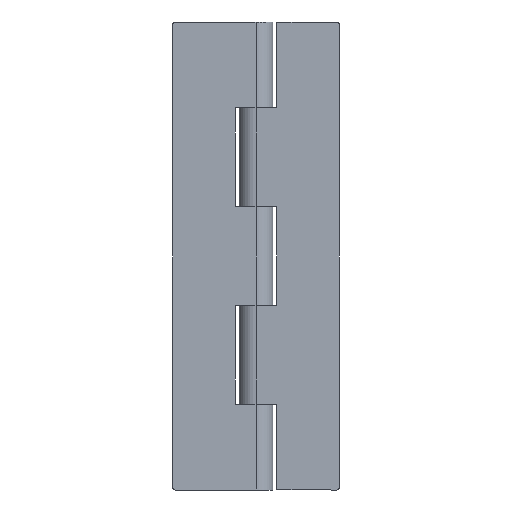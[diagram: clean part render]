
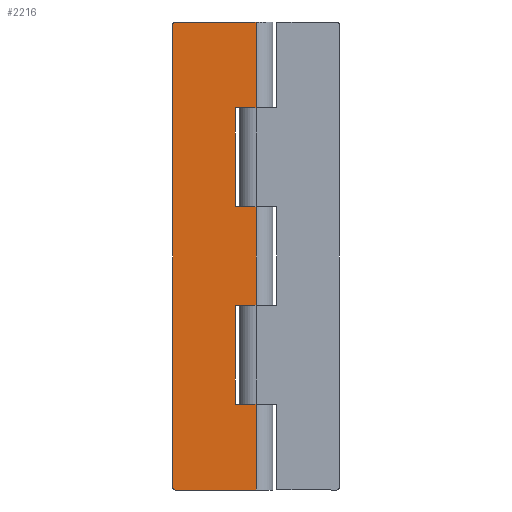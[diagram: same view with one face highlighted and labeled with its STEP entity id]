
A CAD part, front view. The second image highlights one B-rep face of the part: STEP entity #2216.
In plain terms, the highlighted planar face has unit normal (0, -1, 0).
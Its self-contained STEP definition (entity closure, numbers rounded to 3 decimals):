
#1 = EDGE_CURVE ( 'NONE', #2202, #2229, #594, .T. ) ;
#2 = EDGE_CURVE ( 'NONE', #686, #2202, #590, .T. ) ;
#4 = ORIENTED_EDGE ( 'NONE', *, *, #2, .T. ) ;
#8 = ORIENTED_EDGE ( 'NONE', *, *, #213, .F. ) ;
#158 = EDGE_CURVE ( 'NONE', #161, #182, #838, .T. ) ;
#161 = VERTEX_POINT ( 'NONE', #830 ) ;
#170 = VERTEX_POINT ( 'NONE', #882 ) ;
#172 = EDGE_CURVE ( 'NONE', #170, #202, #881, .T. ) ;
#174 = VERTEX_POINT ( 'NONE', #877 ) ;
#175 = EDGE_CURVE ( 'NONE', #174, #177, #876, .T. ) ;
#177 = VERTEX_POINT ( 'NONE', #872 ) ;
#182 = VERTEX_POINT ( 'NONE', #864 ) ;
#202 = VERTEX_POINT ( 'NONE', #895 ) ;
#212 = VERTEX_POINT ( 'NONE', #936 ) ;
#213 = EDGE_CURVE ( 'NONE', #182, #212, #935, .T. ) ;
#587 = DIRECTION ( 'NONE',  ( -1., 0., 0. ) ) ;
#588 = VECTOR ( 'NONE', #587, 1000. ) ;
#589 = CARTESIAN_POINT ( 'NONE',  ( 0., -3.25, -28.5 ) ) ;
#590 = LINE ( 'NONE', #589, #588 ) ;
#591 = DIRECTION ( 'NONE',  ( 0., 0., 1. ) ) ;
#592 = VECTOR ( 'NONE', #591, 1000. ) ;
#593 = CARTESIAN_POINT ( 'NONE',  ( -4., -3.25, 45. ) ) ;
#594 = LINE ( 'NONE', #593, #592 ) ;
#686 = VERTEX_POINT ( 'NONE', #1508 ) ;
#687 = EDGE_CURVE ( 'NONE', #686, #177, #1507, .T. ) ;
#830 = CARTESIAN_POINT ( 'NONE',  ( -15.5, -3.25, 45. ) ) ;
#835 = DIRECTION ( 'NONE',  ( 1., 0., 0. ) ) ;
#836 = VECTOR ( 'NONE', #835, 1000. ) ;
#837 = CARTESIAN_POINT ( 'NONE',  ( 0., -3.25, 45. ) ) ;
#838 = LINE ( 'NONE', #837, #836 ) ;
#864 = CARTESIAN_POINT ( 'NONE',  ( 0., -3.25, 45. ) ) ;
#872 = CARTESIAN_POINT ( 'NONE',  ( 0., -3.25, -45. ) ) ;
#873 = DIRECTION ( 'NONE',  ( 1., 0., 0. ) ) ;
#874 = VECTOR ( 'NONE', #873, 1000. ) ;
#875 = CARTESIAN_POINT ( 'NONE',  ( 0., -3.25, -45. ) ) ;
#876 = LINE ( 'NONE', #875, #874 ) ;
#877 = CARTESIAN_POINT ( 'NONE',  ( -15.5, -3.25, -45. ) ) ;
#878 = DIRECTION ( 'NONE',  ( 0., 0., -1. ) ) ;
#879 = VECTOR ( 'NONE', #878, 1000. ) ;
#880 = CARTESIAN_POINT ( 'NONE',  ( 0., -3.25, 45. ) ) ;
#881 = LINE ( 'NONE', #880, #879 ) ;
#882 = CARTESIAN_POINT ( 'NONE',  ( 0., -3.25, 9.5 ) ) ;
#895 = CARTESIAN_POINT ( 'NONE',  ( 0., -3.25, -9.5 ) ) ;
#932 = DIRECTION ( 'NONE',  ( 0., 0., -1. ) ) ;
#933 = VECTOR ( 'NONE', #932, 1000. ) ;
#934 = CARTESIAN_POINT ( 'NONE',  ( 0., -3.25, 45. ) ) ;
#935 = LINE ( 'NONE', #934, #933 ) ;
#936 = CARTESIAN_POINT ( 'NONE',  ( 0., -3.25, 28.5 ) ) ;
#1504 = DIRECTION ( 'NONE',  ( 0., 0., -1. ) ) ;
#1505 = VECTOR ( 'NONE', #1504, 1000. ) ;
#1506 = CARTESIAN_POINT ( 'NONE',  ( 0., -3.25, 45. ) ) ;
#1507 = LINE ( 'NONE', #1506, #1505 ) ;
#1508 = CARTESIAN_POINT ( 'NONE',  ( 0., -3.25, -28.5 ) ) ;
#1586 = CARTESIAN_POINT ( 'NONE',  ( -16., -3.25, -44.5 ) ) ;
#1607 = CARTESIAN_POINT ( 'NONE',  ( -4., -3.25, 28.5 ) ) ;
#1608 = DIRECTION ( 'NONE',  ( 1., 0., 0. ) ) ;
#1609 = VECTOR ( 'NONE', #1608, 1000. ) ;
#1610 = CARTESIAN_POINT ( 'NONE',  ( 0., -3.25, 28.5 ) ) ;
#1611 = LINE ( 'NONE', #1610, #1609 ) ;
#1619 = DIRECTION ( 'NONE',  ( 0., 0., -1. ) ) ;
#1620 = VECTOR ( 'NONE', #1619, 1000. ) ;
#1621 = CARTESIAN_POINT ( 'NONE',  ( -16., -3.25, 45. ) ) ;
#1622 = LINE ( 'NONE', #1621, #1620 ) ;
#1623 = CARTESIAN_POINT ( 'NONE',  ( -16., -3.25, 44.5 ) ) ;
#1624 = FACE_OUTER_BOUND ( 'NONE', #2207, .T. ) ;
#1629 = PLANE ( 'NONE',  #1680 ) ;
#1630 = DIRECTION ( 'NONE',  ( -1., 0., 0. ) ) ;
#1631 = DIRECTION ( 'NONE',  ( 0., -1., 0. ) ) ;
#1632 = CARTESIAN_POINT ( 'NONE',  ( -15.5, -3.25, 44.5 ) ) ;
#1633 = AXIS2_PLACEMENT_3D ( 'NONE', #1632, #1631, #1630 ) ;
#1634 = CIRCLE ( 'NONE', #1633, 0.5 ) ;
#1635 = DIRECTION ( 'NONE',  ( -1., 0., 0. ) ) ;
#1636 = DIRECTION ( 'NONE',  ( 0., -1., 0. ) ) ;
#1637 = CARTESIAN_POINT ( 'NONE',  ( -15.5, -3.25, -44.5 ) ) ;
#1638 = AXIS2_PLACEMENT_3D ( 'NONE', #1637, #1636, #1635 ) ;
#1639 = CIRCLE ( 'NONE', #1638, 0.5 ) ;
#1640 = CARTESIAN_POINT ( 'NONE',  ( -4., -3.25, -28.5 ) ) ;
#1663 = CARTESIAN_POINT ( 'NONE',  ( -4., -3.25, -9.5 ) ) ;
#1664 = DIRECTION ( 'NONE',  ( -1., 0., 0. ) ) ;
#1665 = VECTOR ( 'NONE', #1664, 1000. ) ;
#1666 = CARTESIAN_POINT ( 'NONE',  ( 0., -3.25, 9.5 ) ) ;
#1667 = LINE ( 'NONE', #1666, #1665 ) ;
#1668 = CARTESIAN_POINT ( 'NONE',  ( -4., -3.25, 9.5 ) ) ;
#1669 = DIRECTION ( 'NONE',  ( 1., 0., 0. ) ) ;
#1670 = VECTOR ( 'NONE', #1669, 1000. ) ;
#1671 = CARTESIAN_POINT ( 'NONE',  ( 0., -3.25, -9.5 ) ) ;
#1672 = LINE ( 'NONE', #1671, #1670 ) ;
#1673 = DIRECTION ( 'NONE',  ( 0., 0., 1. ) ) ;
#1674 = VECTOR ( 'NONE', #1673, 1000. ) ;
#1675 = CARTESIAN_POINT ( 'NONE',  ( -4., -3.25, 45. ) ) ;
#1676 = LINE ( 'NONE', #1675, #1674 ) ;
#1677 = DIRECTION ( 'NONE',  ( -1., 0., 0. ) ) ;
#1678 = DIRECTION ( 'NONE',  ( 0., 1., 0. ) ) ;
#1679 = CARTESIAN_POINT ( 'NONE',  ( 0., -3.25, 45. ) ) ;
#1680 = AXIS2_PLACEMENT_3D ( 'NONE', #1679, #1678, #1677 ) ;
#2134 = VERTEX_POINT ( 'NONE', #1586 ) ;
#2150 = VERTEX_POINT ( 'NONE', #1623 ) ;
#2151 = EDGE_CURVE ( 'NONE', #2150, #2134, #1622, .T. ) ;
#2157 = EDGE_CURVE ( 'NONE', #2159, #212, #1611, .T. ) ;
#2158 = ORIENTED_EDGE ( 'NONE', *, *, #2157, .T. ) ;
#2159 = VERTEX_POINT ( 'NONE', #1607 ) ;
#2202 = VERTEX_POINT ( 'NONE', #1640 ) ;
#2203 = ORIENTED_EDGE ( 'NONE', *, *, #175, .T. ) ;
#2204 = ORIENTED_EDGE ( 'NONE', *, *, #687, .F. ) ;
#2205 = ORIENTED_EDGE ( 'NONE', *, *, #2211, .T. ) ;
#2206 = ORIENTED_EDGE ( 'NONE', *, *, #158, .F. ) ;
#2207 = EDGE_LOOP ( 'NONE', ( #2206, #2205, #2209, #2208, #2203, #2204, #4, #2212, #2228, #2226, #2227, #2224, #2158, #8 ) ) ;
#2208 = ORIENTED_EDGE ( 'NONE', *, *, #2210, .T. ) ;
#2209 = ORIENTED_EDGE ( 'NONE', *, *, #2151, .T. ) ;
#2210 = EDGE_CURVE ( 'NONE', #2134, #174, #1639, .T. ) ;
#2211 = EDGE_CURVE ( 'NONE', #161, #2150, #1634, .T. ) ;
#2212 = ORIENTED_EDGE ( 'NONE', *, *, #1, .T. ) ;
#2216 = ADVANCED_FACE ( 'NONE', ( #1624 ), #1629, .F. ) ;
#2221 = EDGE_CURVE ( 'NONE', #2223, #2159, #1676, .T. ) ;
#2222 = EDGE_CURVE ( 'NONE', #2229, #202, #1672, .T. ) ;
#2223 = VERTEX_POINT ( 'NONE', #1668 ) ;
#2224 = ORIENTED_EDGE ( 'NONE', *, *, #2221, .T. ) ;
#2225 = EDGE_CURVE ( 'NONE', #170, #2223, #1667, .T. ) ;
#2226 = ORIENTED_EDGE ( 'NONE', *, *, #172, .F. ) ;
#2227 = ORIENTED_EDGE ( 'NONE', *, *, #2225, .T. ) ;
#2228 = ORIENTED_EDGE ( 'NONE', *, *, #2222, .T. ) ;
#2229 = VERTEX_POINT ( 'NONE', #1663 ) ;
